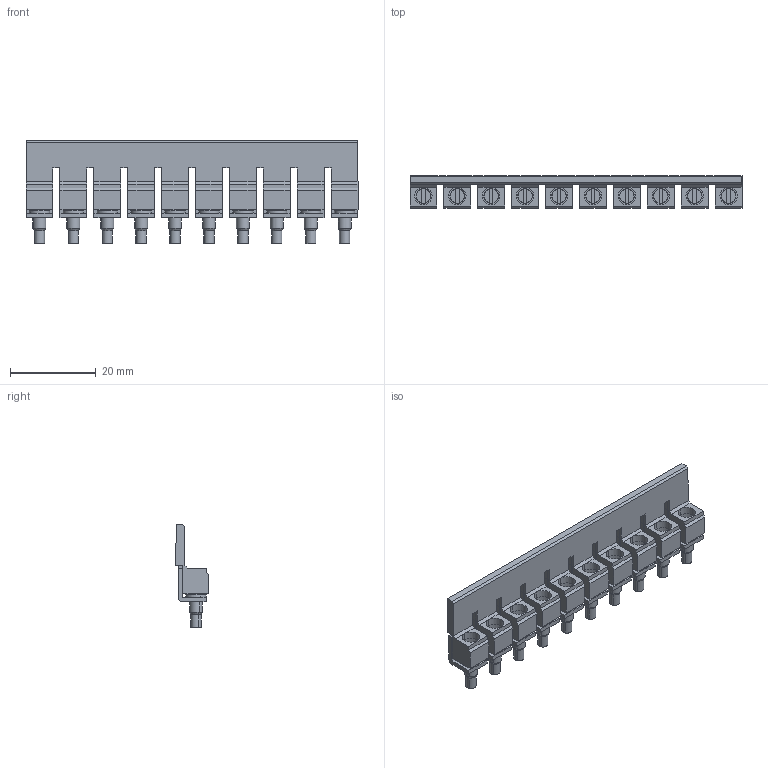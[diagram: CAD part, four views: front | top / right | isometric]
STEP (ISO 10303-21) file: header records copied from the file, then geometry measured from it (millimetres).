
FILE_DESCRIPTION(('CATIA V5 STEP Exchange','CAx-IF Rec.Pracs.--- Model Styling and Organization---1.4--- 2014-01-23'),'2;1');
FILE_NAME ('004706-13_0', '2021-06-17T07:04:56+00:00', ('none'), ('Weidmueller'), 'CATIA Version 5-6 Release 2016 SP3 HF44', 'CATIA V5 STEP AP214', 'none');
FILE_SCHEMA(('AUTOMOTIVE_DESIGN { 1 0 10303 214 1 1 1 1 }'));
Length unit declared in the file: millimetre
Products named in the file (1): 1052260000
Bounding box: 77.33 x 7.54 x 24 mm (x, y, z)
Volume: 4409.7 mm3; surface area: 8845.4 mm2
Topology: 2 solids, 2 shells, 441 faces, 1203 edges, 786 vertices
Faces by surface type: plane 291, cylinder 110, cone 40
Entity records: 12639 total; most frequent: ORIENTED_EDGE 2406, CARTESIAN_POINT 2402, DIRECTION 1595, EDGE_CURVE 1203, VECTOR 843, LINE 843, VERTEX_POINT 786, AXIS2_PLACEMENT_3D 537
